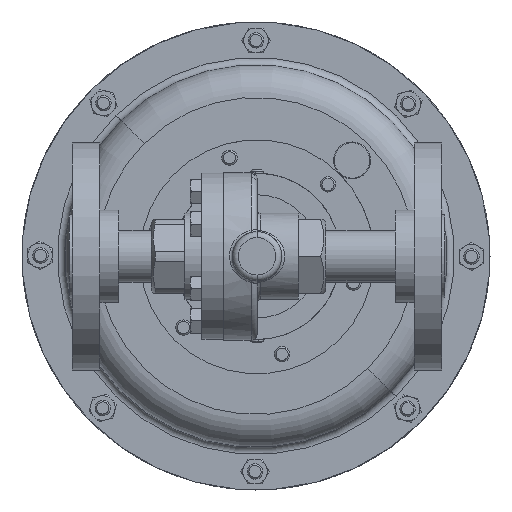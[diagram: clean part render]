
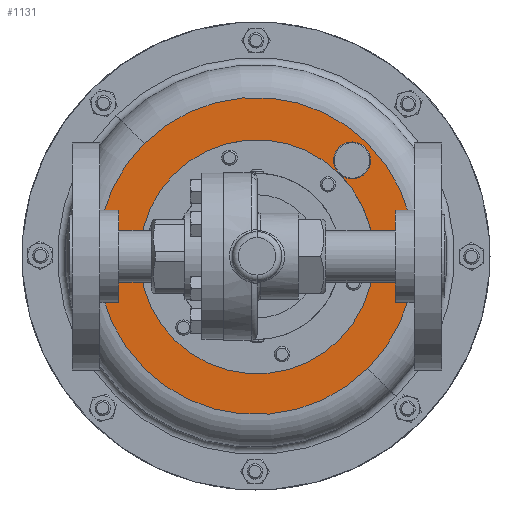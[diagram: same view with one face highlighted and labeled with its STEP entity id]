
A CAD part, front view. The second image highlights one B-rep face of the part: STEP entity #1131.
In plain terms, the highlighted planar face has unit normal (0, -1, 0).
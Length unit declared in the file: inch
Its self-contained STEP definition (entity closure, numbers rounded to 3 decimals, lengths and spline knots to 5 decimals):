
#156 = DIRECTION ( 'NONE',  ( -0.705, 0., 0.709 ) ) ;
#1131 = ADVANCED_FACE ( 'NONE', ( #20224, #7142 ), #6388, .T. ) ;
#1247 = CARTESIAN_POINT ( 'NONE',  ( 1.5439, 9.31137, 3.271 ) ) ;
#1309 = AXIS2_PLACEMENT_3D ( 'NONE', #7197, #18661, #8840 ) ;
#1600 = VERTEX_POINT ( 'NONE', #15408 ) ;
#2090 = EDGE_CURVE ( 'NONE', #2640, #7015, #4491, .T. ) ;
#2193 = CARTESIAN_POINT ( 'NONE',  ( -0.15005, 9.31137, 4.93568 ) ) ;
#2209 = DIRECTION ( 'NONE',  ( 0., 1., 0. ) ) ;
#2444 = AXIS2_PLACEMENT_3D ( 'NONE', #6542, #6597, #6105 ) ;
#2640 = VERTEX_POINT ( 'NONE', #12654 ) ;
#2809 = DIRECTION ( 'NONE',  ( -0.713, 0., 0.701 ) ) ;
#2888 = EDGE_CURVE ( 'NONE', #1600, #12576, #15487, .T. ) ;
#3244 = CARTESIAN_POINT ( 'NONE',  ( 3.79863, 9.31137, 1.00559 ) ) ;
#3362 = CARTESIAN_POINT ( 'NONE',  ( 3.23785, 9.31137, 1.60632 ) ) ;
#4121 = ORIENTED_EDGE ( 'NONE', *, *, #7854, .T. ) ;
#4151 = VERTEX_POINT ( 'NONE', #2193 ) ;
#4491 = CIRCLE ( 'NONE', #9462, 3.219 ) ;
#4609 = CARTESIAN_POINT ( 'NONE',  ( 1.5439, 9.31137, 3.271 ) ) ;
#4703 = ORIENTED_EDGE ( 'NONE', *, *, #8611, .T. ) ;
#4740 = AXIS2_PLACEMENT_3D ( 'NONE', #17129, #7377, #18845 ) ;
#5383 = ORIENTED_EDGE ( 'NONE', *, *, #17206, .T. ) ;
#5945 = CARTESIAN_POINT ( 'NONE',  ( 3.47681, 9.31137, 5.22707 ) ) ;
#6105 = DIRECTION ( 'NONE',  ( 0.705, 0., -0.709 ) ) ;
#6151 = CARTESIAN_POINT ( 'NONE',  ( 1.52775, 9.31137, 3.28705 ) ) ;
#6292 = DIRECTION ( 'NONE',  ( -0.713, 0., 0.701 ) ) ;
#6388 = PLANE ( 'NONE',  #2444 ) ;
#6499 = CIRCLE ( 'NONE', #12632, 0.375 ) ;
#6542 = CARTESIAN_POINT ( 'NONE',  ( 3.80922, 9.31137, 5.55793 ) ) ;
#6597 = DIRECTION ( 'NONE',  ( 0., -1., 0. ) ) ;
#6768 = CIRCLE ( 'NONE', #15508, 2.375 ) ;
#7015 = VERTEX_POINT ( 'NONE', #3244 ) ;
#7060 = CIRCLE ( 'NONE', #4740, 0.375 ) ;
#7142 = FACE_BOUND ( 'NONE', #8922, .T. ) ;
#7197 = CARTESIAN_POINT ( 'NONE',  ( 1.5439, 9.31137, 3.271 ) ) ;
#7377 = DIRECTION ( 'NONE',  ( 0., 1., 0. ) ) ;
#7407 = EDGE_CURVE ( 'NONE', #4151, #10122, #6768, .T. ) ;
#7814 = DIRECTION ( 'NONE',  ( -0.705, 0., 0.709 ) ) ;
#7854 = EDGE_CURVE ( 'NONE', #20503, #17435, #18028, .T. ) ;
#7909 = CIRCLE ( 'NONE', #17123, 3.219 ) ;
#8611 = EDGE_CURVE ( 'NONE', #17435, #4151, #9746, .T. ) ;
#8840 = DIRECTION ( 'NONE',  ( -0.713, 0., 0.701 ) ) ;
#8922 = EDGE_LOOP ( 'NONE', ( #5383, #20241, #9763, #4121, #4703, #19209 ) ) ;
#8978 = EDGE_CURVE ( 'NONE', #12576, #20503, #6499, .T. ) ;
#9462 = AXIS2_PLACEMENT_3D ( 'NONE', #20361, #21165, #156 ) ;
#9746 = CIRCLE ( 'NONE', #18071, 2.375 ) ;
#9763 = ORIENTED_EDGE ( 'NONE', *, *, #8978, .T. ) ;
#10122 = VERTEX_POINT ( 'NONE', #18607 ) ;
#10446 = DIRECTION ( 'NONE',  ( 0., 1., 0. ) ) ;
#10473 = CARTESIAN_POINT ( 'NONE',  ( 3.70572, 9.31137, 4.93004 ) ) ;
#11469 = ORIENTED_EDGE ( 'NONE', *, *, #2090, .F. ) ;
#11490 = EDGE_LOOP ( 'NONE', ( #11469, #17491 ) ) ;
#11907 = CARTESIAN_POINT ( 'NONE',  ( 3.47681, 9.31137, 5.22707 ) ) ;
#12540 = DIRECTION ( 'NONE',  ( 0., 1., 0. ) ) ;
#12576 = VERTEX_POINT ( 'NONE', #10473 ) ;
#12632 = AXIS2_PLACEMENT_3D ( 'NONE', #11907, #2209, #13587 ) ;
#12654 = CARTESIAN_POINT ( 'NONE',  ( -0.74313, 9.31137, 5.56851 ) ) ;
#13587 = DIRECTION ( 'NONE',  ( -0.61, 0., 0.792 ) ) ;
#14226 = AXIS2_PLACEMENT_3D ( 'NONE', #5945, #10446, #14804 ) ;
#14804 = DIRECTION ( 'NONE',  ( -0.61, 0., 0.792 ) ) ;
#15408 = CARTESIAN_POINT ( 'NONE',  ( 3.2479, 9.31137, 5.5241 ) ) ;
#15487 = CIRCLE ( 'NONE', #14226, 0.375 ) ;
#15508 = AXIS2_PLACEMENT_3D ( 'NONE', #1247, #12540, #2809 ) ;
#16047 = DIRECTION ( 'NONE',  ( 0., 1., 0. ) ) ;
#17123 = AXIS2_PLACEMENT_3D ( 'NONE', #6151, #17590, #7814 ) ;
#17129 = CARTESIAN_POINT ( 'NONE',  ( 3.47681, 9.31137, 5.22707 ) ) ;
#17206 = EDGE_CURVE ( 'NONE', #10122, #1600, #7060, .T. ) ;
#17435 = VERTEX_POINT ( 'NONE', #3362 ) ;
#17491 = ORIENTED_EDGE ( 'NONE', *, *, #21098, .F. ) ;
#17590 = DIRECTION ( 'NONE',  ( 0., 1., 0. ) ) ;
#18028 = CIRCLE ( 'NONE', #1309, 2.375 ) ;
#18071 = AXIS2_PLACEMENT_3D ( 'NONE', #4609, #16047, #6292 ) ;
#18607 = CARTESIAN_POINT ( 'NONE',  ( 3.21004, 9.31137, 4.96352 ) ) ;
#18661 = DIRECTION ( 'NONE',  ( 0., 1., 0. ) ) ;
#18845 = DIRECTION ( 'NONE',  ( -0.61, 0., 0.792 ) ) ;
#19209 = ORIENTED_EDGE ( 'NONE', *, *, #7407, .T. ) ;
#20224 = FACE_OUTER_BOUND ( 'NONE', #11490, .T. ) ;
#20241 = ORIENTED_EDGE ( 'NONE', *, *, #2888, .T. ) ;
#20361 = CARTESIAN_POINT ( 'NONE',  ( 1.52775, 9.31137, 3.28705 ) ) ;
#20503 = VERTEX_POINT ( 'NONE', #20543 ) ;
#20543 = CARTESIAN_POINT ( 'NONE',  ( 3.21646, 9.31137, 4.95718 ) ) ;
#21098 = EDGE_CURVE ( 'NONE', #7015, #2640, #7909, .T. ) ;
#21165 = DIRECTION ( 'NONE',  ( 0., 1., 0. ) ) ;
